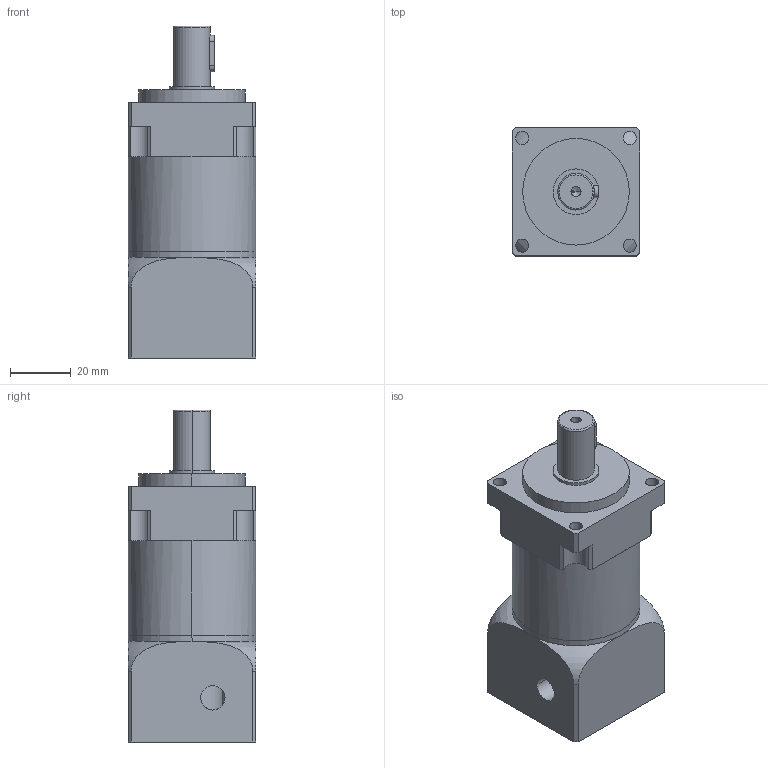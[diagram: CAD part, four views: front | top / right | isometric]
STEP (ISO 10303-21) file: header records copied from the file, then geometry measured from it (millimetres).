
FILE_DESCRIPTION (( 'STEP AP203' ), '1' );
FILE_NAME ('DH042-L2-XX-8-30-46-M4_2024.STEP', '2024-03-14T07:21:52', ( '' ), ( '' ), 'SwSTEP 2.0', 'SolidWorks 2016', '' );
FILE_SCHEMA (( 'CONFIG_CONTROL_DESIGN' ));
Length unit declared in the file: millimetre
Products named in the file (1): DH042-L2-XX-8-30-46-M4_2024
Bounding box: 42 x 42 x 109 mm (x, y, z)
Volume: 125131.4 mm3; surface area: 28235.2 mm2
Topology: 2 solids, 2 shells, 204 faces, 488 edges, 310 vertices
Faces by surface type: cylinder 98, plane 82, cone 18, torus 6
Entity records: 6396 total; most frequent: CARTESIAN_POINT 1429, DIRECTION 1091, ORIENTED_EDGE 956, EDGE_CURVE 478, AXIS2_PLACEMENT_3D 424, VERTEX_POINT 310, EDGE_LOOP 248, LINE 243
